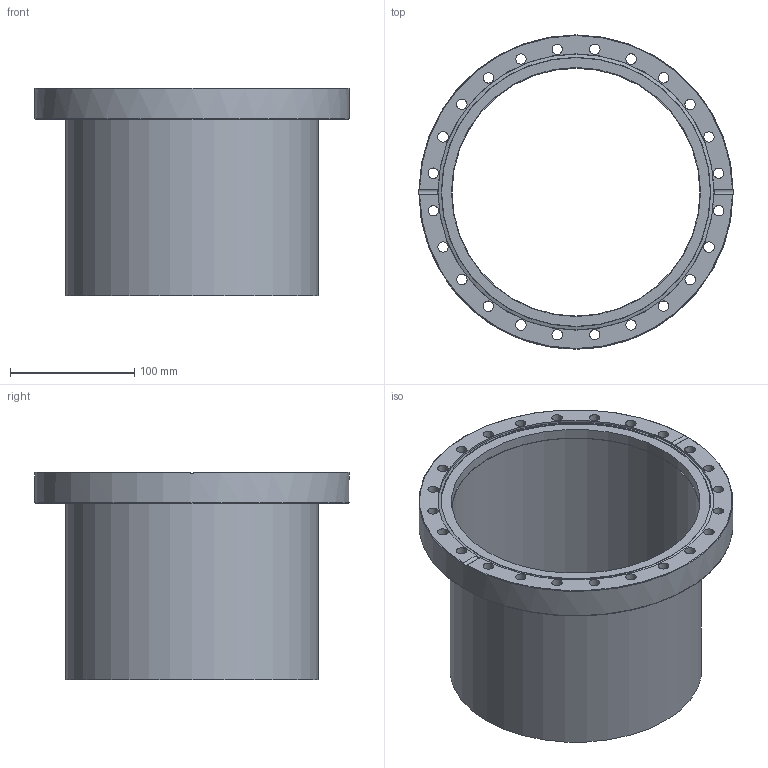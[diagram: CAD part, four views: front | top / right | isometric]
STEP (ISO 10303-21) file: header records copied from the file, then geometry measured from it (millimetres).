
FILE_DESCRIPTION((''),'2;1');
FILE_NAME('TU200R-304.stp','2009-04-09T13:04:28',('hasers'),(''),'Autodesk Inventor 2008','Autodesk Inventor 2008','');
FILE_SCHEMA(('AUTOMOTIVE_DESIGN { 1 0 10303 214 1 1 1 1 }'));
Length unit declared in the file: millimetre
Products named in the file (4): TU200R-304; CF-R [Subject [Summary]=-304][Title [Summary]=F200RIB203]; CF-R [Subject [Summary]=-304][Title [Summary]=F200RO]; R304-203x1,6_1
Assembly tree (3 placements, depth 2):
  TU200R-304
    CF-R [Subject [Summary]=-304][Title [Summary]=F200RIB203]
    CF-R [Subject [Summary]=-304][Title [Summary]=F200RO]
    R304-203x1,6_1
Bounding box: 253 x 253 x 167 mm (x, y, z)
Volume: 551070.5 mm3; surface area: 317990.4 mm2
Topology: 3 solids, 3 shells, 55 faces, 161 edges, 113 vertices
Faces by surface type: bspline 31, torus 7, plane 7, cylinder 7, cone 3
Full cylindrical faces by diameter (mm): 199.8 x1, 203 x1, 222.1 x1, 223 x1, 253 x1
Entity records: 2119 total; most frequent: CARTESIAN_POINT 855, DIRECTION 222, ORIENTED_EDGE 180, EDGE_LOOP 152, AXIS2_PLACEMENT_3D 109, FACE_BOUND 97, EDGE_CURVE 90, VERTEX_POINT 84
